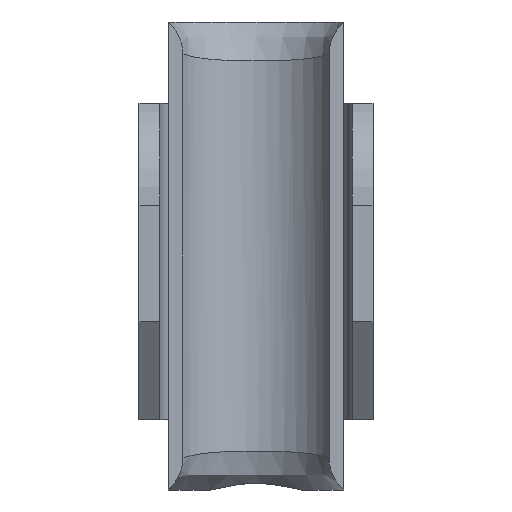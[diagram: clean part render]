
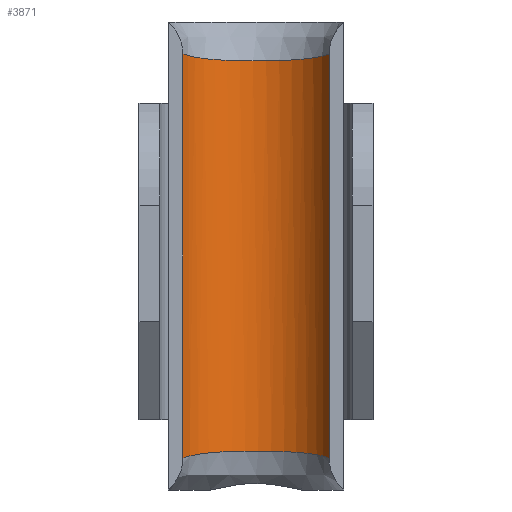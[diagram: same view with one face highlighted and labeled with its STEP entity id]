
A CAD part, front view. The second image highlights one B-rep face of the part: STEP entity #3871.
In plain terms, the highlighted cylindrical face has radius 6 mm (diameter 12 mm), a partial arc.
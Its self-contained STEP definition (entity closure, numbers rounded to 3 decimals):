
#13 = CARTESIAN_POINT ( 'NONE',  ( 5.038, -2.73, -14.583 ) ) ;
#117 = ORIENTED_EDGE ( 'NONE', *, *, #4756, .T. ) ;
#154 = EDGE_LOOP ( 'NONE', ( #4425, #3958, #2868, #117 ) ) ;
#185 = DIRECTION ( 'NONE',  ( 0., 0., -1. ) ) ;
#218 = CARTESIAN_POINT ( 'NONE',  ( -2.142, -0.369, 14.213 ) ) ;
#315 = CARTESIAN_POINT ( 'NONE',  ( 4.001, -1.497, -14.364 ) ) ;
#367 = CARTESIAN_POINT ( 'NONE',  ( -0.27, 0., -14.172 ) ) ;
#502 = FACE_OUTER_BOUND ( 'NONE', #154, .T. ) ;
#624 = CARTESIAN_POINT ( 'NONE',  ( -3.339, -1.007, 14.294 ) ) ;
#676 = VERTEX_POINT ( 'NONE', #1298 ) ;
#708 = CARTESIAN_POINT ( 'NONE',  ( 2.877, -0.728, -14.257 ) ) ;
#777 = CARTESIAN_POINT ( 'NONE',  ( -1.083, -0.092, -14.181 ) ) ;
#829 = CARTESIAN_POINT ( 'NONE',  ( 4.554, -2.084, -14.462 ) ) ;
#852 = VERTEX_POINT ( 'NONE', #3398 ) ;
#853 = CARTESIAN_POINT ( 'NONE',  ( 5.307, -3.2, 17. ) ) ;
#1023 = CARTESIAN_POINT ( 'NONE',  ( -3.984, -1.505, 14.367 ) ) ;
#1076 = VECTOR ( 'NONE', #185, 1000. ) ;
#1098 = CARTESIAN_POINT ( 'NONE',  ( 5.307, -3.2, 14.683 ) ) ;
#1172 = CARTESIAN_POINT ( 'NONE',  ( -2.142, -0.369, -14.213 ) ) ;
#1223 = CARTESIAN_POINT ( 'NONE',  ( 5.181, -2.961, -14.63 ) ) ;
#1298 = CARTESIAN_POINT ( 'NONE',  ( -5.307, -3.2, 14.683 ) ) ;
#1375 = B_SPLINE_CURVE_WITH_KNOTS ( 'NONE', 3,
 ( #4811, #2779, #1669, #5194, #2368, #3954, #4797, #4373, #1574, #3963, #1172, #3557, #777, #3160, #367, #2749, #2352, #1943, #4352, #1870, #708, #1501, #315, #829, #4017, #13, #1223, #4429 ),
 .UNSPECIFIED., .F., .F.,
 ( 4, 2, 2, 2, 2, 2, 2, 2, 2, 2, 2, 2, 2, 4 ),
 ( 0., 0.001, 0.002, 0.002, 0.003, 0.005, 0.006, 0.007, 0.008, 0.009, 0.01, 0.011, 0.012, 0.013 ),
 .UNSPECIFIED. ) ;
#1408 = CARTESIAN_POINT ( 'NONE',  ( 1.878, -0.295, 14.204 ) ) ;
#1427 = CARTESIAN_POINT ( 'NONE',  ( -4.551, -2.081, 14.462 ) ) ;
#1436 = CYLINDRICAL_SURFACE ( 'NONE', #4582, 6. ) ;
#1437 = EDGE_CURVE ( 'NONE', #676, #2060, #2130, .T. ) ;
#1501 = CARTESIAN_POINT ( 'NONE',  ( 3.571, -1.148, -14.313 ) ) ;
#1574 = CARTESIAN_POINT ( 'NONE',  ( -3.339, -1.007, -14.294 ) ) ;
#1669 = CARTESIAN_POINT ( 'NONE',  ( -5.039, -2.732, -14.583 ) ) ;
#1768 = B_SPLINE_CURVE_WITH_KNOTS ( 'NONE', 3,
 ( #4413, #2790, #3888, #2691, #4722, #1889, #2369, #4704, #2682, #3788, #1408, #4200, #1796, #4609, #2193, #5028, #2588, #218, #3004, #624, #3405, #1023, #3809, #1427, #4213, #1816, #4629, #2203 ),
 .UNSPECIFIED., .F., .F.,
 ( 4, 2, 2, 2, 2, 2, 2, 2, 2, 2, 2, 2, 2, 4 ),
 ( 0., 0.001, 0.002, 0.003, 0.004, 0.005, 0.007, 0.007, 0.008, 0.01, 0.011, 0.012, 0.012, 0.013 ),
 .UNSPECIFIED. ) ;
#1774 = CARTESIAN_POINT ( 'NONE',  ( -5.307, -3.2, 17. ) ) ;
#1796 = CARTESIAN_POINT ( 'NONE',  ( 0.555, 0., 14.172 ) ) ;
#1816 = CARTESIAN_POINT ( 'NONE',  ( -5.039, -2.732, 14.583 ) ) ;
#1857 = CARTESIAN_POINT ( 'NONE',  ( -5.307, -3.2, -14.683 ) ) ;
#1870 = CARTESIAN_POINT ( 'NONE',  ( 2.637, -0.604, -14.241 ) ) ;
#1889 = CARTESIAN_POINT ( 'NONE',  ( 4.001, -1.497, 14.364 ) ) ;
#1919 = LINE ( 'NONE', #853, #4053 ) ;
#1943 = CARTESIAN_POINT ( 'NONE',  ( 1.878, -0.295, -14.204 ) ) ;
#2060 = VERTEX_POINT ( 'NONE', #1857 ) ;
#2130 = LINE ( 'NONE', #1774, #1076 ) ;
#2193 = CARTESIAN_POINT ( 'NONE',  ( -0.542, -0.018, 14.174 ) ) ;
#2203 = CARTESIAN_POINT ( 'NONE',  ( -5.307, -3.2, 14.683 ) ) ;
#2352 = CARTESIAN_POINT ( 'NONE',  ( 1.091, -0.075, -14.179 ) ) ;
#2368 = CARTESIAN_POINT ( 'NONE',  ( -4.551, -2.081, -14.462 ) ) ;
#2369 = CARTESIAN_POINT ( 'NONE',  ( 3.571, -1.148, 14.313 ) ) ;
#2588 = CARTESIAN_POINT ( 'NONE',  ( -1.352, -0.148, 14.188 ) ) ;
#2682 = CARTESIAN_POINT ( 'NONE',  ( 2.637, -0.604, 14.241 ) ) ;
#2691 = CARTESIAN_POINT ( 'NONE',  ( 4.725, -2.292, 14.499 ) ) ;
#2749 = CARTESIAN_POINT ( 'NONE',  ( 0.555, 0., -14.172 ) ) ;
#2779 = CARTESIAN_POINT ( 'NONE',  ( -5.181, -2.961, -14.63 ) ) ;
#2790 = CARTESIAN_POINT ( 'NONE',  ( 5.181, -2.961, 14.63 ) ) ;
#2834 = CARTESIAN_POINT ( 'NONE',  ( 0., -6., 17. ) ) ;
#2868 = ORIENTED_EDGE ( 'NONE', *, *, #3757, .F. ) ;
#3004 = CARTESIAN_POINT ( 'NONE',  ( -2.639, -0.584, 14.238 ) ) ;
#3160 = CARTESIAN_POINT ( 'NONE',  ( -0.542, -0.018, -14.174 ) ) ;
#3241 = DIRECTION ( 'NONE',  ( -1., 0., 0. ) ) ;
#3324 = EDGE_CURVE ( 'NONE', #2060, #852, #1375, .T. ) ;
#3398 = CARTESIAN_POINT ( 'NONE',  ( 5.307, -3.2, -14.683 ) ) ;
#3405 = CARTESIAN_POINT ( 'NONE',  ( -3.564, -1.165, 14.316 ) ) ;
#3557 = CARTESIAN_POINT ( 'NONE',  ( -1.352, -0.148, -14.188 ) ) ;
#3757 = EDGE_CURVE ( 'NONE', #4006, #852, #1919, .T. ) ;
#3788 = CARTESIAN_POINT ( 'NONE',  ( 2.138, -0.387, 14.215 ) ) ;
#3809 = CARTESIAN_POINT ( 'NONE',  ( -4.181, -1.688, 14.396 ) ) ;
#3871 = ADVANCED_FACE ( 'NONE', ( #502 ), #1436, .F. ) ;
#3888 = CARTESIAN_POINT ( 'NONE',  ( 5.038, -2.73, 14.583 ) ) ;
#3954 = CARTESIAN_POINT ( 'NONE',  ( -4.181, -1.688, -14.396 ) ) ;
#3958 = ORIENTED_EDGE ( 'NONE', *, *, #3324, .T. ) ;
#3963 = CARTESIAN_POINT ( 'NONE',  ( -2.639, -0.584, -14.238 ) ) ;
#4006 = VERTEX_POINT ( 'NONE', #1098 ) ;
#4017 = CARTESIAN_POINT ( 'NONE',  ( 4.725, -2.292, -14.499 ) ) ;
#4044 = DIRECTION ( 'NONE',  ( 0., 0., -1. ) ) ;
#4053 = VECTOR ( 'NONE', #4044, 1000. ) ;
#4200 = CARTESIAN_POINT ( 'NONE',  ( 1.091, -0.075, 14.179 ) ) ;
#4213 = CARTESIAN_POINT ( 'NONE',  ( -4.724, -2.291, 14.499 ) ) ;
#4352 = CARTESIAN_POINT ( 'NONE',  ( 2.138, -0.387, -14.215 ) ) ;
#4373 = CARTESIAN_POINT ( 'NONE',  ( -3.564, -1.165, -14.316 ) ) ;
#4413 = CARTESIAN_POINT ( 'NONE',  ( 5.307, -3.2, 14.683 ) ) ;
#4425 = ORIENTED_EDGE ( 'NONE', *, *, #1437, .T. ) ;
#4429 = CARTESIAN_POINT ( 'NONE',  ( 5.307, -3.2, -14.683 ) ) ;
#4582 = AXIS2_PLACEMENT_3D ( 'NONE', #2834, #4865, #3241 ) ;
#4609 = CARTESIAN_POINT ( 'NONE',  ( -0.27, 0., 14.172 ) ) ;
#4629 = CARTESIAN_POINT ( 'NONE',  ( -5.181, -2.961, 14.63 ) ) ;
#4704 = CARTESIAN_POINT ( 'NONE',  ( 2.877, -0.728, 14.257 ) ) ;
#4722 = CARTESIAN_POINT ( 'NONE',  ( 4.554, -2.084, 14.462 ) ) ;
#4756 = EDGE_CURVE ( 'NONE', #4006, #676, #1768, .T. ) ;
#4797 = CARTESIAN_POINT ( 'NONE',  ( -3.984, -1.505, -14.367 ) ) ;
#4811 = CARTESIAN_POINT ( 'NONE',  ( -5.307, -3.2, -14.683 ) ) ;
#4865 = DIRECTION ( 'NONE',  ( 0., 0., -1. ) ) ;
#5028 = CARTESIAN_POINT ( 'NONE',  ( -1.083, -0.092, 14.181 ) ) ;
#5194 = CARTESIAN_POINT ( 'NONE',  ( -4.724, -2.291, -14.499 ) ) ;
